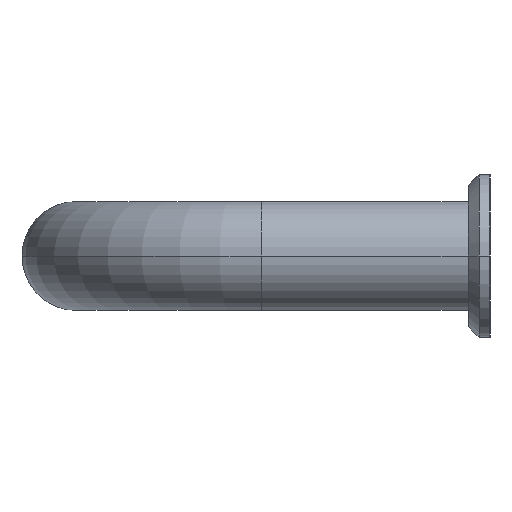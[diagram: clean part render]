
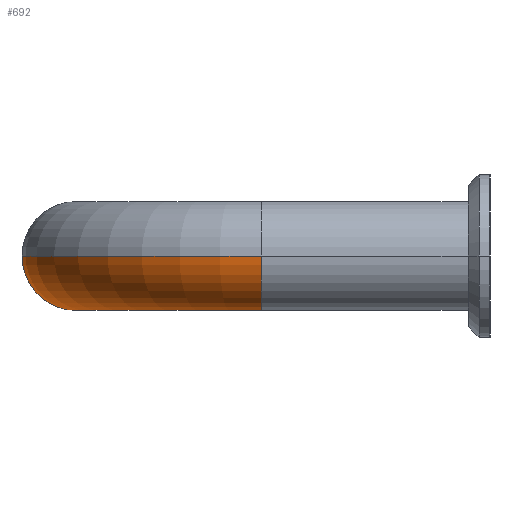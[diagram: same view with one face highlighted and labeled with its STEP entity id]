
A CAD part, left-side view. The second image highlights one B-rep face of the part: STEP entity #692.
In plain terms, the highlighted toroidal (fillet/blend) face has major radius 17 mm and minor radius 5 mm.
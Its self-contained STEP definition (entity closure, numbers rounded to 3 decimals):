
#294=VERTEX_POINT('',#801);
#320=VERTEX_POINT('',#834);
#438=VERTEX_POINT('',#961);
#514=EDGE_CURVE('',#294,#540,#1041,.T.);
#522=EDGE_CURVE('',#294,#438,#1049,.T.);
#532=EDGE_CURVE('',#438,#320,#1059,.T.);
#540=VERTEX_POINT('',#1067);
#560=VERTEX_POINT('',#1089);
#586=EDGE_CURVE('',#560,#540,#1116,.T.);
#648=EDGE_CURVE('',#320,#560,#1192,.T.);
#692=ADVANCED_FACE('',(#1249),#1250,.T.);
#801=CARTESIAN_POINT('',(5.0,21.0,0.0));
#834=CARTESIAN_POINT('',(17.0,38.0,-5.0));
#961=CARTESIAN_POINT('',(17.0,33.0,0.));
#1041=CIRCLE('',#1700,5.0);
#1049=CIRCLE('',#1713,12.0);
#1059=CIRCLE('',#1727,5.0);
#1067=CARTESIAN_POINT('',(-5.0,21.0,0.));
#1089=CARTESIAN_POINT('',(17.0,43.0,0.));
#1116=CIRCLE('',#1801,22.0);
#1192=CIRCLE('',#1892,5.0);
#1249=FACE_OUTER_BOUND('',#1952,.T.);
#1250=TOROIDAL_SURFACE('',#1953,17.0,5.0);
#1700=AXIS2_PLACEMENT_3D('',#2351,#2352,#2353);
#1713=AXIS2_PLACEMENT_3D('',#2361,#2362,#2363);
#1727=AXIS2_PLACEMENT_3D('',#2368,#2369,#2370);
#1801=AXIS2_PLACEMENT_3D('',#2424,#2425,#2426);
#1892=AXIS2_PLACEMENT_3D('',#2528,#2529,#2530);
#1952=EDGE_LOOP('',(#2630,#2631,#2632,#2633,#2634));
#1953=AXIS2_PLACEMENT_3D('',#2635,#2636,#2637);
#2351=CARTESIAN_POINT('',(0.0,21.0,0.0));
#2352=DIRECTION('',(-0.0,1.0,0.0));
#2353=DIRECTION('',(1.0,0.0,0.0));
#2361=CARTESIAN_POINT('',(17.0,21.0,0.));
#2362=DIRECTION('',(0.0,0.0,-1.0));
#2363=DIRECTION('',(1.0,0.0,0.0));
#2368=CARTESIAN_POINT('',(17.0,38.0,0.0));
#2369=DIRECTION('',(1.0,0.0,0.0));
#2370=DIRECTION('',(0.0,1.0,0.0));
#2424=CARTESIAN_POINT('',(17.0,21.0,0.));
#2425=DIRECTION('',(0.0,0.0,1.0));
#2426=DIRECTION('',(1.0,0.0,0.0));
#2528=CARTESIAN_POINT('',(17.0,38.0,0.0));
#2529=DIRECTION('',(1.0,0.0,0.0));
#2530=DIRECTION('',(0.0,1.0,0.0));
#2630=ORIENTED_EDGE('',*,*,#586,.F.);
#2631=ORIENTED_EDGE('',*,*,#648,.F.);
#2632=ORIENTED_EDGE('',*,*,#532,.F.);
#2633=ORIENTED_EDGE('',*,*,#522,.F.);
#2634=ORIENTED_EDGE('',*,*,#514,.T.);
#2635=CARTESIAN_POINT('',(17.0,21.0,0.0));
#2636=DIRECTION('',(0.0,0.0,1.0));
#2637=DIRECTION('',(1.0,0.0,0.0));
